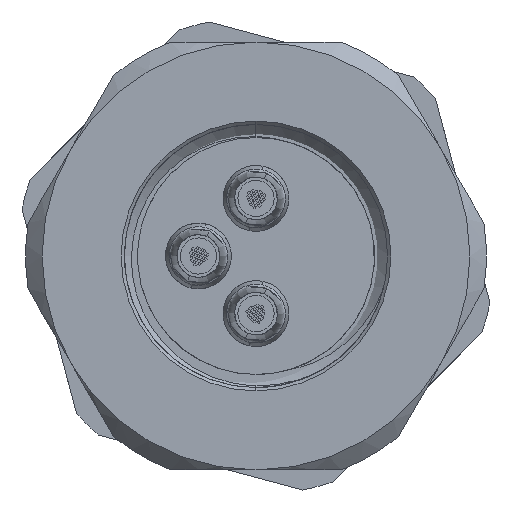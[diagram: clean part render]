
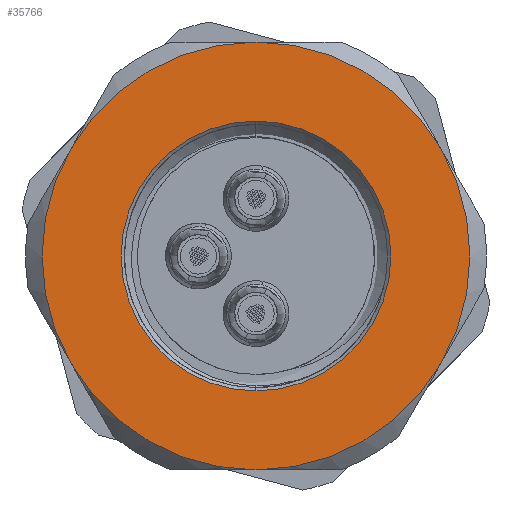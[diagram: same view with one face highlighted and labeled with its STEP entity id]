
A CAD part, left-side view. The second image highlights one B-rep face of the part: STEP entity #35766.
In plain terms, the highlighted planar face has unit normal (-1, 0, 0).
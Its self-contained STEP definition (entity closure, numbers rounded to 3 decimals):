
#609 = ORIENTED_EDGE ( 'NONE', *, *, #32730, .T. ) ;
#724 = EDGE_CURVE ( 'NONE', #3154, #7753, #32955, .T. ) ;
#1525 = CARTESIAN_POINT ( 'NONE',  ( -13.6, 0., 0. ) ) ;
#1907 = DIRECTION ( 'NONE',  ( 0., 0., -1. ) ) ;
#2144 = ORIENTED_EDGE ( 'NONE', *, *, #3926, .T. ) ;
#3154 = VERTEX_POINT ( 'NONE', #38796 ) ;
#3702 = VERTEX_POINT ( 'NONE', #33588 ) ;
#3926 = EDGE_CURVE ( 'NONE', #3702, #21879, #9256, .T. ) ;
#4468 = AXIS2_PLACEMENT_3D ( 'NONE', #14398, #8103, #11161 ) ;
#4782 = CIRCLE ( 'NONE', #8053, 6.5 ) ;
#4786 = AXIS2_PLACEMENT_3D ( 'NONE', #25360, #12145, #31041 ) ;
#4788 = DIRECTION ( 'NONE',  ( -1., 0., 0. ) ) ;
#4877 = ORIENTED_EDGE ( 'NONE', *, *, #10728, .T. ) ;
#5160 = DIRECTION ( 'NONE',  ( 1., 0., 0. ) ) ;
#5578 = CARTESIAN_POINT ( 'NONE',  ( -13.6, 0., 0. ) ) ;
#5813 = CARTESIAN_POINT ( 'NONE',  ( -13.6, 7., 0. ) ) ;
#6005 = FACE_OUTER_BOUND ( 'NONE', #6860, .T. ) ;
#6860 = EDGE_LOOP ( 'NONE', ( #24999, #2144, #609, #28996, #36516, #35027 ) ) ;
#7086 = EDGE_CURVE ( 'NONE', #21756, #17633, #4782, .T. ) ;
#7753 = VERTEX_POINT ( 'NONE', #26358 ) ;
#8053 = AXIS2_PLACEMENT_3D ( 'NONE', #1525, #4788, #25743 ) ;
#8103 = DIRECTION ( 'NONE',  ( 1., 0., 0. ) ) ;
#9256 = CIRCLE ( 'NONE', #15064, 6.5 ) ;
#10628 = CIRCLE ( 'NONE', #4786, 6.5 ) ;
#10728 = EDGE_CURVE ( 'NONE', #7753, #3154, #25885, .T. ) ;
#11161 = DIRECTION ( 'NONE',  ( 0., 0., -1. ) ) ;
#11755 = DIRECTION ( 'NONE',  ( 0., 0., -1. ) ) ;
#12145 = DIRECTION ( 'NONE',  ( -1., 0., 0. ) ) ;
#14398 = CARTESIAN_POINT ( 'NONE',  ( -13.6, 0., 0. ) ) ;
#15064 = AXIS2_PLACEMENT_3D ( 'NONE', #27393, #40223, #15176 ) ;
#15176 = DIRECTION ( 'NONE',  ( 0., 0., -1. ) ) ;
#15802 = CARTESIAN_POINT ( 'NONE',  ( -13.6, -5.629, 3.25 ) ) ;
#17331 = DIRECTION ( 'NONE',  ( 0., 0., -1. ) ) ;
#17633 = VERTEX_POINT ( 'NONE', #20847 ) ;
#17997 = PLANE ( 'NONE',  #30885 ) ;
#18042 = VERTEX_POINT ( 'NONE', #19114 ) ;
#18385 = DIRECTION ( 'NONE',  ( 1., 0., 0. ) ) ;
#19114 = CARTESIAN_POINT ( 'NONE',  ( -13.6, 0., -6.5 ) ) ;
#19200 = CIRCLE ( 'NONE', #33521, 6.5 ) ;
#19848 = DIRECTION ( 'NONE',  ( 0., 0., -1. ) ) ;
#19919 = EDGE_CURVE ( 'NONE', #30665, #18042, #40105, .T. ) ;
#20387 = CARTESIAN_POINT ( 'NONE',  ( -13.6, 0., 0. ) ) ;
#20847 = CARTESIAN_POINT ( 'NONE',  ( -13.6, 5.629, 3.25 ) ) ;
#21756 = VERTEX_POINT ( 'NONE', #35047 ) ;
#21879 = VERTEX_POINT ( 'NONE', #15802 ) ;
#22739 = ORIENTED_EDGE ( 'NONE', *, *, #724, .T. ) ;
#23634 = EDGE_CURVE ( 'NONE', #18042, #3702, #34960, .T. ) ;
#23863 = AXIS2_PLACEMENT_3D ( 'NONE', #33024, #5160, #1907 ) ;
#23908 = DIRECTION ( 'NONE',  ( 0., 0., -1. ) ) ;
#24999 = ORIENTED_EDGE ( 'NONE', *, *, #23634, .T. ) ;
#25360 = CARTESIAN_POINT ( 'NONE',  ( -13.6, 0., 0. ) ) ;
#25743 = DIRECTION ( 'NONE',  ( 0., 0., -1. ) ) ;
#25885 = CIRCLE ( 'NONE', #4468, 4.1 ) ;
#26358 = CARTESIAN_POINT ( 'NONE',  ( -13.6, 0., -4.1 ) ) ;
#26558 = EDGE_CURVE ( 'NONE', #17633, #30665, #19200, .T. ) ;
#27393 = CARTESIAN_POINT ( 'NONE',  ( -13.6, 0., 0. ) ) ;
#27996 = FACE_BOUND ( 'NONE', #35909, .T. ) ;
#28640 = DIRECTION ( 'NONE',  ( -1., 0., 0. ) ) ;
#28996 = ORIENTED_EDGE ( 'NONE', *, *, #7086, .T. ) ;
#30665 = VERTEX_POINT ( 'NONE', #32875 ) ;
#30885 = AXIS2_PLACEMENT_3D ( 'NONE', #5813, #18385, #11755 ) ;
#31041 = DIRECTION ( 'NONE',  ( 0., 0., -1. ) ) ;
#31641 = AXIS2_PLACEMENT_3D ( 'NONE', #20387, #35107, #17331 ) ;
#31668 = CARTESIAN_POINT ( 'NONE',  ( -13.6, 0., 0. ) ) ;
#32730 = EDGE_CURVE ( 'NONE', #21879, #21756, #10628, .T. ) ;
#32875 = CARTESIAN_POINT ( 'NONE',  ( -13.6, 5.629, -3.25 ) ) ;
#32955 = CIRCLE ( 'NONE', #23863, 4.1 ) ;
#33024 = CARTESIAN_POINT ( 'NONE',  ( -13.6, 0., 0. ) ) ;
#33521 = AXIS2_PLACEMENT_3D ( 'NONE', #5578, #36355, #23908 ) ;
#33588 = CARTESIAN_POINT ( 'NONE',  ( -13.6, -5.629, -3.25 ) ) ;
#34293 = AXIS2_PLACEMENT_3D ( 'NONE', #31668, #28640, #19848 ) ;
#34960 = CIRCLE ( 'NONE', #34293, 6.5 ) ;
#35027 = ORIENTED_EDGE ( 'NONE', *, *, #19919, .T. ) ;
#35047 = CARTESIAN_POINT ( 'NONE',  ( -13.6, 0., 6.5 ) ) ;
#35107 = DIRECTION ( 'NONE',  ( -1., 0., 0. ) ) ;
#35766 = ADVANCED_FACE ( 'NONE', ( #27996, #6005 ), #17997, .F. ) ;
#35909 = EDGE_LOOP ( 'NONE', ( #22739, #4877 ) ) ;
#36355 = DIRECTION ( 'NONE',  ( -1., 0., 0. ) ) ;
#36516 = ORIENTED_EDGE ( 'NONE', *, *, #26558, .T. ) ;
#38796 = CARTESIAN_POINT ( 'NONE',  ( -13.6, 0., 4.1 ) ) ;
#40105 = CIRCLE ( 'NONE', #31641, 6.5 ) ;
#40223 = DIRECTION ( 'NONE',  ( -1., 0., 0. ) ) ;
